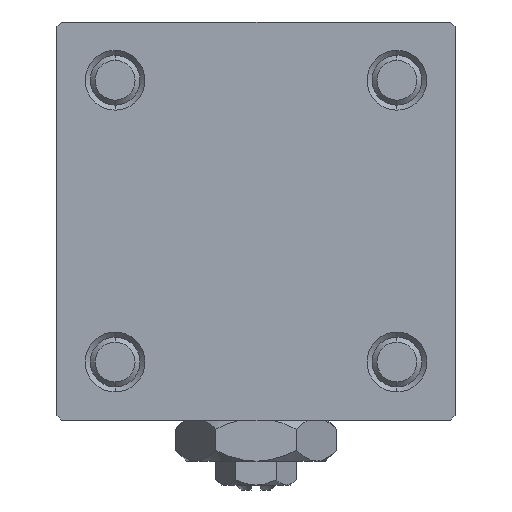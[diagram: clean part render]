
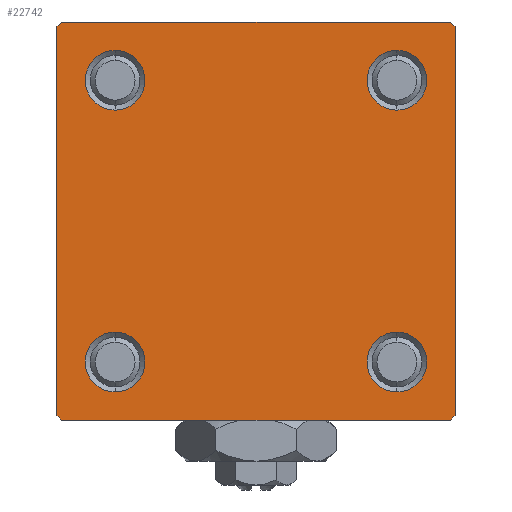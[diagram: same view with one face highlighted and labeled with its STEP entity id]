
A CAD part, left-side view. The second image highlights one B-rep face of the part: STEP entity #22742.
In plain terms, the highlighted planar face has unit normal (-1, 0, 0).
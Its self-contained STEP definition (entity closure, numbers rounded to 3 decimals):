
#97 = CARTESIAN_POINT ( 'NONE',  ( 0., -14.15, 11.15 ) ) ;
#437 = EDGE_CURVE ( 'NONE', #23876, #6817, #34247, .T. ) ;
#546 = CARTESIAN_POINT ( 'NONE',  ( 0., 14.15, -14.15 ) ) ;
#807 = ORIENTED_EDGE ( 'NONE', *, *, #30676, .T. ) ;
#1232 = DIRECTION ( 'NONE',  ( 0., 0., -1. ) ) ;
#1293 = CIRCLE ( 'NONE', #14712, 3. ) ;
#1559 = DIRECTION ( 'NONE',  ( 0., 0., 1. ) ) ;
#1647 = DIRECTION ( 'NONE',  ( 0., 0., 1. ) ) ;
#1885 = CARTESIAN_POINT ( 'NONE',  ( 0., -20., -19.5 ) ) ;
#2374 = ORIENTED_EDGE ( 'NONE', *, *, #37275, .T. ) ;
#2680 = VERTEX_POINT ( 'NONE', #3001 ) ;
#2730 = CARTESIAN_POINT ( 'NONE',  ( 0., 14.15, 11.15 ) ) ;
#3001 = CARTESIAN_POINT ( 'NONE',  ( 0., 14.15, 17.15 ) ) ;
#3176 = CARTESIAN_POINT ( 'NONE',  ( 0., -20., 19.5 ) ) ;
#3319 = CARTESIAN_POINT ( 'NONE',  ( 0., -19.5, 20. ) ) ;
#3329 = DIRECTION ( 'NONE',  ( 0., 0., 1. ) ) ;
#3833 = DIRECTION ( 'NONE',  ( 1., 0., 0. ) ) ;
#5230 = DIRECTION ( 'NONE',  ( 1., 0., 0. ) ) ;
#5234 = CARTESIAN_POINT ( 'NONE',  ( 0., -19.75, 19.75 ) ) ;
#5966 = ORIENTED_EDGE ( 'NONE', *, *, #32332, .T. ) ;
#6217 = CARTESIAN_POINT ( 'NONE',  ( 0., 19.5, -20. ) ) ;
#6608 = ORIENTED_EDGE ( 'NONE', *, *, #19270, .T. ) ;
#6621 = EDGE_CURVE ( 'NONE', #20101, #50004, #21455, .T. ) ;
#6772 = ORIENTED_EDGE ( 'NONE', *, *, #437, .T. ) ;
#6817 = VERTEX_POINT ( 'NONE', #35345 ) ;
#7128 = LINE ( 'NONE', #7394, #44864 ) ;
#7394 = CARTESIAN_POINT ( 'NONE',  ( 0., -19.75, -19.75 ) ) ;
#7964 = VECTOR ( 'NONE', #36333, 1000. ) ;
#8337 = CARTESIAN_POINT ( 'NONE',  ( 0., -14.15, -17.15 ) ) ;
#8455 = EDGE_LOOP ( 'NONE', ( #10704, #34444 ) ) ;
#8496 = CARTESIAN_POINT ( 'NONE',  ( 0., 20., -20. ) ) ;
#10102 = CIRCLE ( 'NONE', #45313, 3. ) ;
#10160 = CARTESIAN_POINT ( 'NONE',  ( 0., 19.5, 20. ) ) ;
#10224 = LINE ( 'NONE', #5234, #43481 ) ;
#10400 = VERTEX_POINT ( 'NONE', #25394 ) ;
#10460 = CARTESIAN_POINT ( 'NONE',  ( 0., 14.15, -11.15 ) ) ;
#10515 = DIRECTION ( 'NONE',  ( 0., 0., 1. ) ) ;
#10704 = ORIENTED_EDGE ( 'NONE', *, *, #50288, .T. ) ;
#10844 = EDGE_LOOP ( 'NONE', ( #2374, #38062 ) ) ;
#10950 = CARTESIAN_POINT ( 'NONE',  ( 0., 14.15, 14.15 ) ) ;
#11047 = CARTESIAN_POINT ( 'NONE',  ( 0., 20., 20. ) ) ;
#11193 = DIRECTION ( 'NONE',  ( 1., 0., 0. ) ) ;
#11754 = DIRECTION ( 'NONE',  ( 1., 0., 0. ) ) ;
#11821 = LINE ( 'NONE', #11047, #25932 ) ;
#12091 = VERTEX_POINT ( 'NONE', #2730 ) ;
#12533 = VECTOR ( 'NONE', #40021, 1000. ) ;
#12755 = ORIENTED_EDGE ( 'NONE', *, *, #17953, .T. ) ;
#12939 = LINE ( 'NONE', #8496, #7964 ) ;
#14462 = FACE_OUTER_BOUND ( 'NONE', #35522, .T. ) ;
#14708 = DIRECTION ( 'NONE',  ( -1., 0., 0. ) ) ;
#14712 = AXIS2_PLACEMENT_3D ( 'NONE', #18438, #30760, #18690 ) ;
#15718 = AXIS2_PLACEMENT_3D ( 'NONE', #546, #16831, #37055 ) ;
#15978 = LINE ( 'NONE', #31996, #51120 ) ;
#16499 = CIRCLE ( 'NONE', #34136, 3. ) ;
#16831 = DIRECTION ( 'NONE',  ( 1., 0., 0. ) ) ;
#17152 = DIRECTION ( 'NONE',  ( 1., 0., 0. ) ) ;
#17682 = AXIS2_PLACEMENT_3D ( 'NONE', #10950, #3833, #3329 ) ;
#17725 = EDGE_CURVE ( 'NONE', #40244, #29886, #12939, .T. ) ;
#17953 = EDGE_CURVE ( 'NONE', #29886, #50004, #7128, .T. ) ;
#18414 = FACE_BOUND ( 'NONE', #21906, .T. ) ;
#18438 = CARTESIAN_POINT ( 'NONE',  ( 0., 14.15, -14.15 ) ) ;
#18690 = DIRECTION ( 'NONE',  ( 0., 0., 1. ) ) ;
#18851 = ORIENTED_EDGE ( 'NONE', *, *, #29992, .T. ) ;
#19270 = EDGE_CURVE ( 'NONE', #26050, #45591, #1293, .T. ) ;
#19466 = DIRECTION ( 'NONE',  ( 0., 0., -1. ) ) ;
#20101 = VERTEX_POINT ( 'NONE', #3176 ) ;
#21008 = DIRECTION ( 'NONE',  ( 0., 0.707, 0.707 ) ) ;
#21292 = DIRECTION ( 'NONE',  ( 0., -1., 0. ) ) ;
#21455 = LINE ( 'NONE', #37220, #34431 ) ;
#21602 = CARTESIAN_POINT ( 'NONE',  ( 0., -14.15, -14.15 ) ) ;
#21906 = EDGE_LOOP ( 'NONE', ( #48331, #6772 ) ) ;
#22742 = ADVANCED_FACE ( 'NONE', ( #18414, #50707, #38120, #27049, #14462 ), #26042, .T. ) ;
#22807 = ORIENTED_EDGE ( 'NONE', *, *, #32108, .T. ) ;
#23199 = AXIS2_PLACEMENT_3D ( 'NONE', #46509, #14708, #10515 ) ;
#23876 = VERTEX_POINT ( 'NONE', #97 ) ;
#25394 = CARTESIAN_POINT ( 'NONE',  ( 0., -14.15, -11.15 ) ) ;
#25932 = VECTOR ( 'NONE', #19466, 1000. ) ;
#26042 = PLANE ( 'NONE',  #23199 ) ;
#26050 = VERTEX_POINT ( 'NONE', #27053 ) ;
#26336 = CARTESIAN_POINT ( 'NONE',  ( 0., -14.15, 14.15 ) ) ;
#26546 = VERTEX_POINT ( 'NONE', #8337 ) ;
#26650 = EDGE_CURVE ( 'NONE', #26546, #10400, #16499, .T. ) ;
#27049 = FACE_BOUND ( 'NONE', #10844, .T. ) ;
#27053 = CARTESIAN_POINT ( 'NONE',  ( 0., 14.15, -17.15 ) ) ;
#27483 = EDGE_CURVE ( 'NONE', #45591, #26050, #34997, .T. ) ;
#27955 = CARTESIAN_POINT ( 'NONE',  ( 0., 20., -19.5 ) ) ;
#28658 = CARTESIAN_POINT ( 'NONE',  ( 0., 20., 20. ) ) ;
#29183 = EDGE_LOOP ( 'NONE', ( #43076, #6608 ) ) ;
#29886 = VERTEX_POINT ( 'NONE', #35982 ) ;
#29992 = EDGE_CURVE ( 'NONE', #20101, #35021, #10224, .T. ) ;
#30643 = CARTESIAN_POINT ( 'NONE',  ( 0., -14.15, 14.15 ) ) ;
#30676 = EDGE_CURVE ( 'NONE', #32715, #46957, #11821, .T. ) ;
#30760 = DIRECTION ( 'NONE',  ( 1., 0., 0. ) ) ;
#31872 = CARTESIAN_POINT ( 'NONE',  ( 0., 19.75, -19.75 ) ) ;
#31996 = CARTESIAN_POINT ( 'NONE',  ( 0., 19.75, 19.75 ) ) ;
#32108 = EDGE_CURVE ( 'NONE', #40315, #32715, #15978, .T. ) ;
#32332 = EDGE_CURVE ( 'NONE', #46957, #40244, #43708, .T. ) ;
#32715 = VERTEX_POINT ( 'NONE', #48873 ) ;
#32851 = LINE ( 'NONE', #28658, #46218 ) ;
#34136 = AXIS2_PLACEMENT_3D ( 'NONE', #21602, #37630, #1647 ) ;
#34247 = CIRCLE ( 'NONE', #43577, 3. ) ;
#34431 = VECTOR ( 'NONE', #1232, 1000. ) ;
#34444 = ORIENTED_EDGE ( 'NONE', *, *, #26650, .T. ) ;
#34951 = EDGE_CURVE ( 'NONE', #6817, #23876, #10102, .T. ) ;
#34997 = CIRCLE ( 'NONE', #15718, 3. ) ;
#35021 = VERTEX_POINT ( 'NONE', #3319 ) ;
#35345 = CARTESIAN_POINT ( 'NONE',  ( 0., -14.15, 17.15 ) ) ;
#35502 = EDGE_CURVE ( 'NONE', #40315, #35021, #32851, .T. ) ;
#35522 = EDGE_LOOP ( 'NONE', ( #807, #5966, #47682, #12755, #47852, #18851, #46925, #22807 ) ) ;
#35956 = EDGE_CURVE ( 'NONE', #12091, #2680, #40330, .T. ) ;
#35982 = CARTESIAN_POINT ( 'NONE',  ( 0., -19.5, -20. ) ) ;
#36191 = DIRECTION ( 'NONE',  ( 0., 0.707, -0.707 ) ) ;
#36333 = DIRECTION ( 'NONE',  ( 0., -1., 0. ) ) ;
#37055 = DIRECTION ( 'NONE',  ( 0., 0., 1. ) ) ;
#37220 = CARTESIAN_POINT ( 'NONE',  ( 0., -20., 20. ) ) ;
#37275 = EDGE_CURVE ( 'NONE', #2680, #12091, #39414, .T. ) ;
#37630 = DIRECTION ( 'NONE',  ( 1., 0., 0. ) ) ;
#38062 = ORIENTED_EDGE ( 'NONE', *, *, #35956, .T. ) ;
#38120 = FACE_BOUND ( 'NONE', #29183, .T. ) ;
#38590 = AXIS2_PLACEMENT_3D ( 'NONE', #51433, #11754, #43030 ) ;
#39141 = AXIS2_PLACEMENT_3D ( 'NONE', #41227, #5230, #1559 ) ;
#39414 = CIRCLE ( 'NONE', #38590, 3. ) ;
#40021 = DIRECTION ( 'NONE',  ( 0., -0.707, -0.707 ) ) ;
#40244 = VERTEX_POINT ( 'NONE', #6217 ) ;
#40315 = VERTEX_POINT ( 'NONE', #10160 ) ;
#40330 = CIRCLE ( 'NONE', #17682, 3. ) ;
#41227 = CARTESIAN_POINT ( 'NONE',  ( 0., -14.15, -14.15 ) ) ;
#42353 = DIRECTION ( 'NONE',  ( 0., 0., 1. ) ) ;
#42474 = CIRCLE ( 'NONE', #39141, 3. ) ;
#43030 = DIRECTION ( 'NONE',  ( 0., 0., 1. ) ) ;
#43076 = ORIENTED_EDGE ( 'NONE', *, *, #27483, .T. ) ;
#43481 = VECTOR ( 'NONE', #21008, 1000. ) ;
#43577 = AXIS2_PLACEMENT_3D ( 'NONE', #26336, #17152, #42353 ) ;
#43708 = LINE ( 'NONE', #31872, #12533 ) ;
#44864 = VECTOR ( 'NONE', #51273, 1000. ) ;
#45313 = AXIS2_PLACEMENT_3D ( 'NONE', #30643, #11193, #50875 ) ;
#45591 = VERTEX_POINT ( 'NONE', #10460 ) ;
#46218 = VECTOR ( 'NONE', #21292, 1000. ) ;
#46509 = CARTESIAN_POINT ( 'NONE',  ( 0., 0., 0. ) ) ;
#46925 = ORIENTED_EDGE ( 'NONE', *, *, #35502, .F. ) ;
#46957 = VERTEX_POINT ( 'NONE', #27955 ) ;
#47682 = ORIENTED_EDGE ( 'NONE', *, *, #17725, .T. ) ;
#47852 = ORIENTED_EDGE ( 'NONE', *, *, #6621, .F. ) ;
#48331 = ORIENTED_EDGE ( 'NONE', *, *, #34951, .T. ) ;
#48873 = CARTESIAN_POINT ( 'NONE',  ( 0., 20., 19.5 ) ) ;
#50004 = VERTEX_POINT ( 'NONE', #1885 ) ;
#50288 = EDGE_CURVE ( 'NONE', #10400, #26546, #42474, .T. ) ;
#50707 = FACE_BOUND ( 'NONE', #8455, .T. ) ;
#50875 = DIRECTION ( 'NONE',  ( 0., 0., 1. ) ) ;
#51120 = VECTOR ( 'NONE', #36191, 1000. ) ;
#51273 = DIRECTION ( 'NONE',  ( 0., -0.707, 0.707 ) ) ;
#51433 = CARTESIAN_POINT ( 'NONE',  ( 0., 14.15, 14.15 ) ) ;
